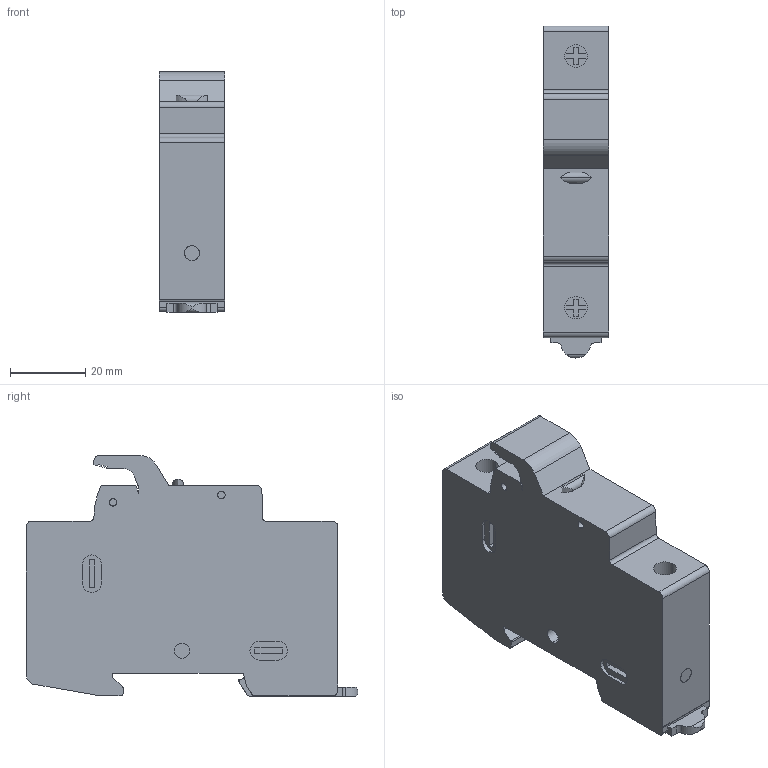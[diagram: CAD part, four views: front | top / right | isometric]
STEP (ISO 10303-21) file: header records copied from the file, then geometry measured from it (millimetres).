
FILE_DESCRIPTION(('STEP AP214'),'1');
FILE_NAME(' ',' ',('TraceParts'),('TraceParts S.A.'),'XStep 1.0',' ',' ');
FILE_SCHEMA(('automotive_design'));
Length unit declared in the file: millimetre
Products named in the file (1): 1
Bounding box: 17.5 x 88.35 x 64.18 mm (x, y, z)
Volume: 71611.3 mm3; surface area: 14918.6 mm2
Topology: 1 solids, 1 shells, 206 faces, 557 edges, 372 vertices
Faces by surface type: plane 127, cylinder 79
Entity records: 6825 total; most frequent: CARTESIAN_POINT 1362, DIRECTION 1119, ORIENTED_EDGE 1114, EDGE_CURVE 557, LINE 389, VECTOR 389, VERTEX_POINT 372, AXIS2_PLACEMENT_3D 365
